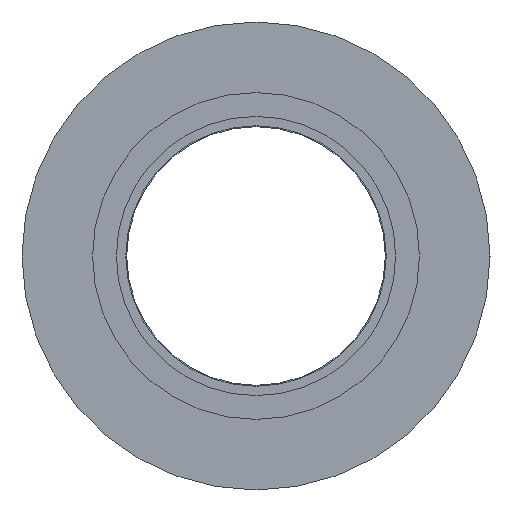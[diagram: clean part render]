
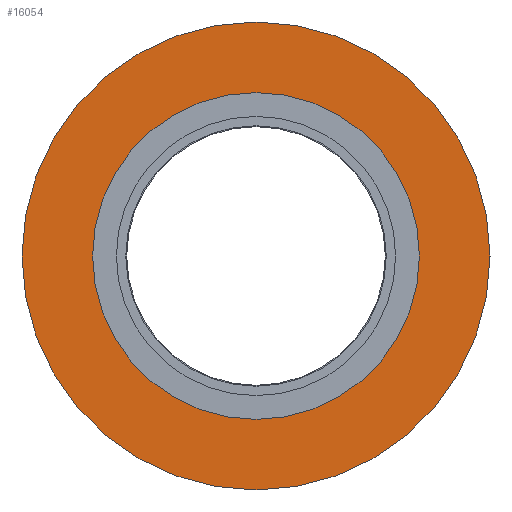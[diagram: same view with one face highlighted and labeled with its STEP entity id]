
A CAD part, left-side view. The second image highlights one B-rep face of the part: STEP entity #16054.
In plain terms, the highlighted planar face has unit normal (-1, 0, 0).
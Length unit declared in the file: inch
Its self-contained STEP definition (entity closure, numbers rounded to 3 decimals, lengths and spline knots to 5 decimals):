
#74 = VERTEX_POINT ( 'NONE', #14695 ) ;
#495 = DIRECTION ( 'NONE',  ( -1., 0., 0. ) ) ;
#769 = CARTESIAN_POINT ( 'NONE',  ( -0.11, 0., -1.475 ) ) ;
#823 = CARTESIAN_POINT ( 'NONE',  ( -0.11, 0., 0. ) ) ;
#1063 = CIRCLE ( 'NONE', #11516, 1.475 ) ;
#1541 = CIRCLE ( 'NONE', #7383, 1.03 ) ;
#2093 = ORIENTED_EDGE ( 'NONE', *, *, #2818, .F. ) ;
#2818 = EDGE_CURVE ( 'NONE', #15331, #74, #1541, .T. ) ;
#3922 = DIRECTION ( 'NONE',  ( -1., 0., 0. ) ) ;
#4063 = CARTESIAN_POINT ( 'NONE',  ( -0.11, 0., -1.03 ) ) ;
#4075 = CARTESIAN_POINT ( 'NONE',  ( -0.11, 0., 0. ) ) ;
#4869 = DIRECTION ( 'NONE',  ( 0., 0., 1. ) ) ;
#5007 = ORIENTED_EDGE ( 'NONE', *, *, #5569, .T. ) ;
#5382 = PLANE ( 'NONE',  #17999 ) ;
#5569 = EDGE_CURVE ( 'NONE', #14525, #8555, #11771, .T. ) ;
#6276 = EDGE_CURVE ( 'NONE', #8555, #14525, #1063, .T. ) ;
#7180 = DIRECTION ( 'NONE',  ( 0., 0., 1. ) ) ;
#7383 = AXIS2_PLACEMENT_3D ( 'NONE', #14493, #18825, #7180 ) ;
#8555 = VERTEX_POINT ( 'NONE', #18803 ) ;
#8813 = DIRECTION ( 'NONE',  ( -1., 0., 0. ) ) ;
#8911 = CIRCLE ( 'NONE', #17524, 1.03 ) ;
#9807 = DIRECTION ( 'NONE',  ( 0., 0., 1. ) ) ;
#10543 = EDGE_CURVE ( 'NONE', #74, #15331, #8911, .T. ) ;
#11516 = AXIS2_PLACEMENT_3D ( 'NONE', #823, #18057, #4869 ) ;
#11771 = CIRCLE ( 'NONE', #12988, 1.475 ) ;
#12696 = FACE_BOUND ( 'NONE', #13187, .T. ) ;
#12988 = AXIS2_PLACEMENT_3D ( 'NONE', #4075, #8813, #17370 ) ;
#13187 = EDGE_LOOP ( 'NONE', ( #13374, #2093 ) ) ;
#13270 = ORIENTED_EDGE ( 'NONE', *, *, #6276, .T. ) ;
#13374 = ORIENTED_EDGE ( 'NONE', *, *, #10543, .F. ) ;
#13653 = CARTESIAN_POINT ( 'NONE',  ( -0.11, 0., 0. ) ) ;
#14493 = CARTESIAN_POINT ( 'NONE',  ( -0.11, 0., 0. ) ) ;
#14525 = VERTEX_POINT ( 'NONE', #769 ) ;
#14695 = CARTESIAN_POINT ( 'NONE',  ( -0.11, 0., 1.03 ) ) ;
#15331 = VERTEX_POINT ( 'NONE', #4063 ) ;
#16054 = ADVANCED_FACE ( 'NONE', ( #18773, #12696 ), #5382, .T. ) ;
#16130 = EDGE_LOOP ( 'NONE', ( #13270, #5007 ) ) ;
#16463 = DIRECTION ( 'NONE',  ( 0., 0., 1. ) ) ;
#17123 = CARTESIAN_POINT ( 'NONE',  ( -0.11, 0., 1.03 ) ) ;
#17370 = DIRECTION ( 'NONE',  ( 0., 0., 1. ) ) ;
#17524 = AXIS2_PLACEMENT_3D ( 'NONE', #13653, #495, #16463 ) ;
#17999 = AXIS2_PLACEMENT_3D ( 'NONE', #17123, #3922, #9807 ) ;
#18057 = DIRECTION ( 'NONE',  ( -1., 0., 0. ) ) ;
#18773 = FACE_OUTER_BOUND ( 'NONE', #16130, .T. ) ;
#18803 = CARTESIAN_POINT ( 'NONE',  ( -0.11, 0., 1.475 ) ) ;
#18825 = DIRECTION ( 'NONE',  ( -1., 0., 0. ) ) ;
